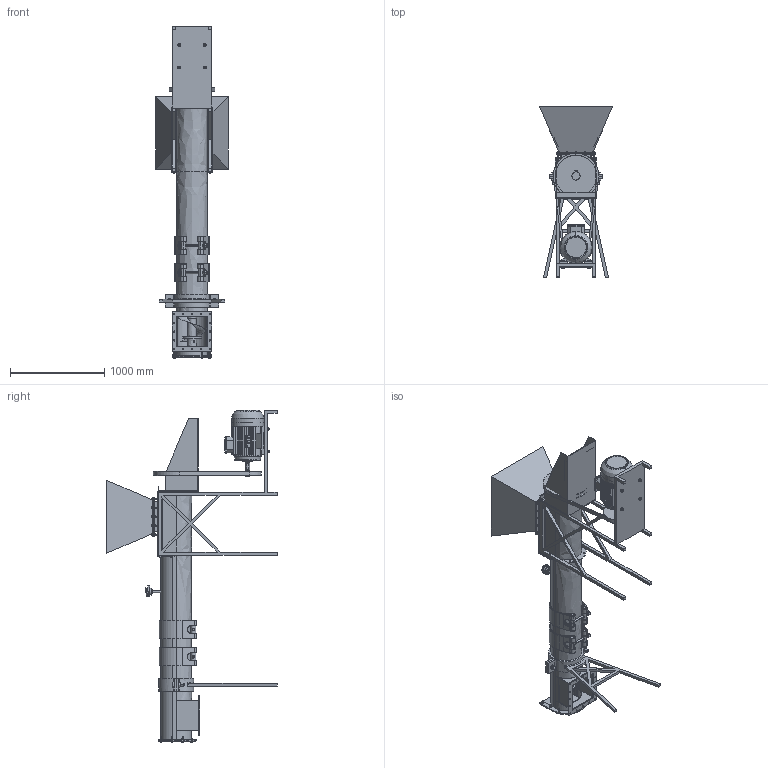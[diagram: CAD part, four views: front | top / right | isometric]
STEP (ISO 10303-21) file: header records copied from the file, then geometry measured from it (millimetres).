
FILE_DESCRIPTION(('FreeCAD Model'),'2;1');
FILE_NAME('Open CASCADE Shape Model','2025-05-09T15:47:28',('FreeCAD'),( 'FreeCAD'),'Open CASCADE STEP processor 7.6','FreeCAD','Unknown');
FILE_SCHEMA(('AUTOMOTIVE_DESIGN { 1 0 10303 214 1 1 1 1 }'));
Products named in the file (1): Open CASCADE STEP translator 7.6 1
Bounding box: 773.99 x 1809.2 x 3524.06 mm (x, y, z)
Volume: 159806401.7 mm3; surface area: 22727641.6 mm2
Topology: 49 solids, 198 shells, 3530 faces, 8476 edges, 5274 vertices
Faces by surface type: bspline 3530
Entity records: 118768 total; most frequent: CARTESIAN_POINT 69412, ORIENTED_EDGE 16508, EDGE_CURVE 8402, B_SPLINE_CURVE_WITH_KNOTS 5492, VERTEX_POINT 5262, FACE_BOUND 4086, EDGE_LOOP 4086, ADVANCED_FACE 3530
